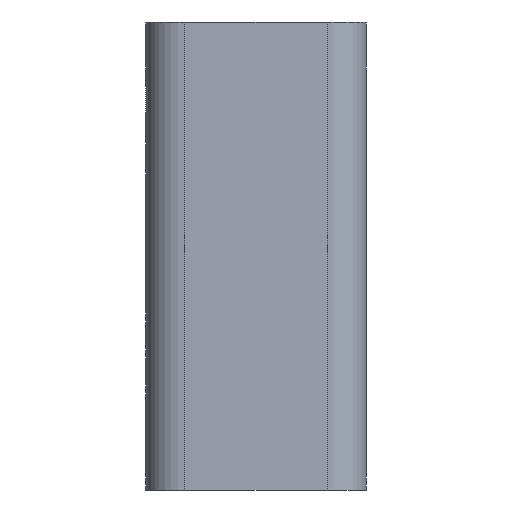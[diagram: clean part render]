
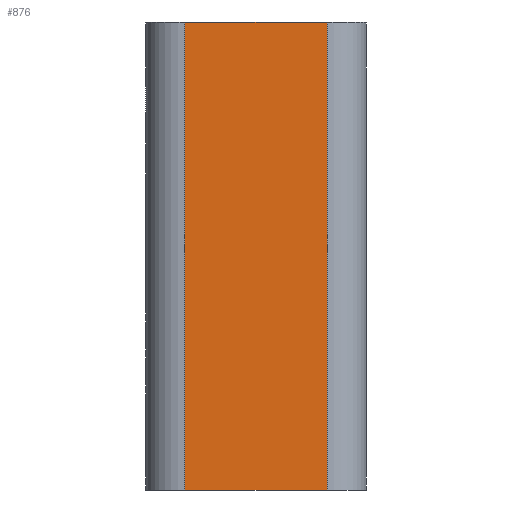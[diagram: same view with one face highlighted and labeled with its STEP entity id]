
A CAD part, left-side view. The second image highlights one B-rep face of the part: STEP entity #876.
In plain terms, the highlighted planar face has unit normal (-1, 0, 0).
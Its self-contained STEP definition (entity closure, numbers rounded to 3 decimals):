
#42=PLANE('',#941);
#58=LINE('',#1178,#118);
#96=LINE('',#1279,#156);
#102=LINE('',#1294,#162);
#103=LINE('',#1296,#163);
#118=VECTOR('',#999,1000.);
#156=VECTOR('',#1099,1000.);
#162=VECTOR('',#1119,1000.);
#163=VECTOR('',#1122,1000.);
#324=ORIENTED_EDGE('',*,*,#414,.F.);
#325=ORIENTED_EDGE('',*,*,#356,.T.);
#326=ORIENTED_EDGE('',*,*,#415,.F.);
#327=ORIENTED_EDGE('',*,*,#406,.T.);
#356=EDGE_CURVE('',#432,#433,#58,.T.);
#406=EDGE_CURVE('',#464,#465,#96,.T.);
#414=EDGE_CURVE('',#432,#465,#102,.T.);
#415=EDGE_CURVE('',#464,#433,#103,.T.);
#432=VERTEX_POINT('',#1175);
#433=VERTEX_POINT('',#1177);
#464=VERTEX_POINT('',#1276);
#465=VERTEX_POINT('',#1278);
#532=EDGE_LOOP('',(#324,#325,#326,#327));
#574=FACE_BOUND('',#532,.T.);
#876=ADVANCED_FACE('',(#574),#42,.T.);
#941=AXIS2_PLACEMENT_3D('',#1295,#1120,#1121);
#999=DIRECTION('',(0.,0.,1.));
#1099=DIRECTION('',(0.,0.,-1.));
#1119=DIRECTION('',(0.,1.,0.));
#1120=DIRECTION('',(-1.,0.,0.));
#1121=DIRECTION('',(0.,0.,1.));
#1122=DIRECTION('',(0.,-1.,0.));
#1175=CARTESIAN_POINT('',(2.03,-9.269,0.));
#1177=CARTESIAN_POINT('',(2.03,-9.269,18.));
#1178=CARTESIAN_POINT('',(2.03,-9.269,0.));
#1276=CARTESIAN_POINT('',(2.03,-3.771,18.));
#1278=CARTESIAN_POINT('',(2.03,-3.771,0.));
#1279=CARTESIAN_POINT('',(2.03,-3.771,18.));
#1294=CARTESIAN_POINT('',(2.03,-1.111,0.));
#1295=CARTESIAN_POINT('',(2.03,12.889,5.25));
#1296=CARTESIAN_POINT('',(2.03,30.889,18.));
